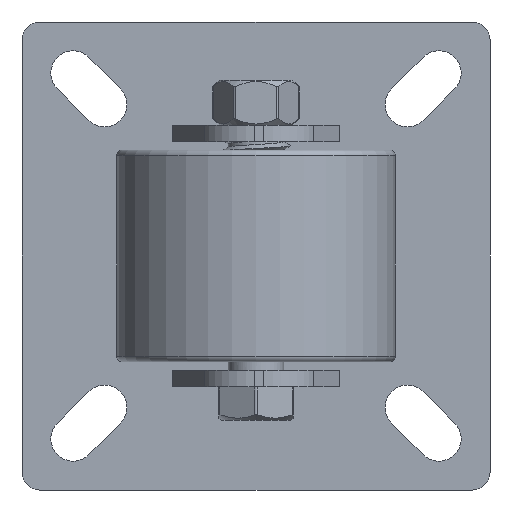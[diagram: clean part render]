
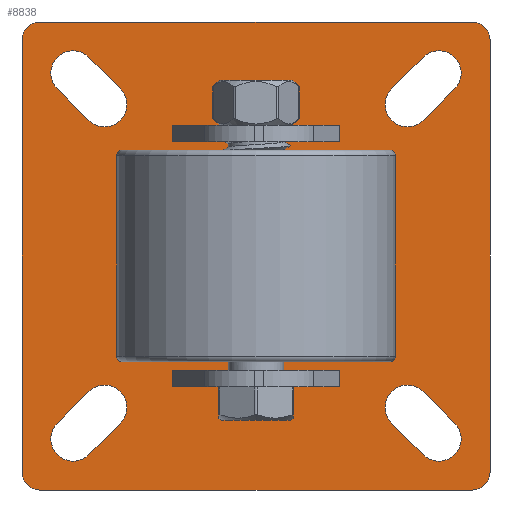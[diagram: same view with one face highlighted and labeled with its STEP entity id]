
A CAD part, front view. The second image highlights one B-rep face of the part: STEP entity #8838.
In plain terms, the highlighted planar face has unit normal (0, -1, 0).
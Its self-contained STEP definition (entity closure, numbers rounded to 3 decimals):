
#8367=CARTESIAN_POINT('',(-38.845,0.,-38.849));
#8368=DIRECTION('',(0.,1.,0.));
#8369=DIRECTION('',(0.,0.,-1.));
#8370=AXIS2_PLACEMENT_3D('',#8367,#8368,#8369);
#8372=DIRECTION('',(0.,0.,1.));
#8373=VECTOR('',#8372,77.689);
#8374=CARTESIAN_POINT('',(-42.,0.,-38.849));
#8375=LINE('',#8374,#8373);
#8376=CARTESIAN_POINT('',(-38.845,0.,38.84));
#8377=DIRECTION('',(0.,1.,0.));
#8378=DIRECTION('',(-1.,0.,0.));
#8379=AXIS2_PLACEMENT_3D('',#8376,#8377,#8378);
#8381=DIRECTION('',(1.,0.,0.));
#8382=VECTOR('',#8381,77.689);
#8383=CARTESIAN_POINT('',(-38.845,0.,41.996));
#8384=LINE('',#8383,#8382);
#8385=CARTESIAN_POINT('',(38.845,0.,38.84));
#8386=DIRECTION('',(0.,1.,0.));
#8387=DIRECTION('',(0.,0.,1.));
#8388=AXIS2_PLACEMENT_3D('',#8385,#8386,#8387);
#8390=DIRECTION('',(0.,0.,-1.));
#8391=VECTOR('',#8390,77.689);
#8392=CARTESIAN_POINT('',(42.,0.,38.84));
#8393=LINE('',#8392,#8391);
#8394=CARTESIAN_POINT('',(38.844,0.,-38.849));
#8395=DIRECTION('',(0.,1.,0.));
#8396=DIRECTION('',(1.,0.,0.));
#8397=AXIS2_PLACEMENT_3D('',#8394,#8395,#8396);
#8399=DIRECTION('',(-1.,0.,0.));
#8400=VECTOR('',#8399,77.689);
#8401=CARTESIAN_POINT('',(38.844,0.,-42.004));
#8402=LINE('',#8401,#8400);
#8403=CARTESIAN_POINT('',(32.824,0.,-32.828));
#8404=DIRECTION('',(0.,-1.,0.));
#8405=DIRECTION('',(-0.707,0.,-0.707));
#8406=AXIS2_PLACEMENT_3D('',#8403,#8404,#8405);
#8408=DIRECTION('',(-0.707,0.,0.707));
#8409=VECTOR('',#8408,7.999);
#8410=CARTESIAN_POINT('',(35.653,0.,-30.));
#8411=LINE('',#8410,#8409);
#8412=CARTESIAN_POINT('',(27.169,0.,-27.172));
#8413=DIRECTION('',(0.,-1.,0.));
#8414=DIRECTION('',(0.707,0.,0.707));
#8415=AXIS2_PLACEMENT_3D('',#8412,#8413,#8414);
#8417=DIRECTION('',(0.707,0.,-0.707));
#8418=VECTOR('',#8417,7.999);
#8419=CARTESIAN_POINT('',(24.34,0.,-30.));
#8420=LINE('',#8419,#8418);
#8421=DIRECTION('',(-0.707,0.,-0.707));
#8422=VECTOR('',#8421,7.999);
#8423=CARTESIAN_POINT('',(29.996,0.,35.657));
#8424=LINE('',#8423,#8422);
#8425=CARTESIAN_POINT('',(27.169,0.,27.172));
#8426=DIRECTION('',(0.,-1.,0.));
#8427=DIRECTION('',(-0.707,0.,0.707));
#8428=AXIS2_PLACEMENT_3D('',#8425,#8426,#8427);
#8430=DIRECTION('',(0.707,0.,0.707));
#8431=VECTOR('',#8430,7.999);
#8432=CARTESIAN_POINT('',(29.997,0.,24.343));
#8433=LINE('',#8432,#8431);
#8434=CARTESIAN_POINT('',(32.824,0.,32.828));
#8435=DIRECTION('',(0.,-1.,0.));
#8436=DIRECTION('',(0.707,0.,-0.707));
#8437=AXIS2_PLACEMENT_3D('',#8434,#8435,#8436);
#8439=DIRECTION('',(0.707,0.,0.707));
#8440=VECTOR('',#8439,7.999);
#8441=CARTESIAN_POINT('',(-29.996,0.,-35.657));
#8442=LINE('',#8441,#8440);
#8443=CARTESIAN_POINT('',(-27.169,0.,-27.172));
#8444=DIRECTION('',(0.,-1.,0.));
#8445=DIRECTION('',(0.707,0.,-0.707));
#8446=AXIS2_PLACEMENT_3D('',#8443,#8444,#8445);
#8448=DIRECTION('',(-0.707,0.,-0.707));
#8449=VECTOR('',#8448,7.999);
#8450=CARTESIAN_POINT('',(-29.997,0.,-24.343));
#8451=LINE('',#8450,#8449);
#8452=CARTESIAN_POINT('',(-32.824,0.,-32.828));
#8453=DIRECTION('',(0.,-1.,0.));
#8454=DIRECTION('',(-0.707,0.,0.707));
#8455=AXIS2_PLACEMENT_3D('',#8452,#8453,#8454);
#8457=CARTESIAN_POINT('',(-32.824,0.,32.828));
#8458=DIRECTION('',(0.,-1.,0.));
#8459=DIRECTION('',(0.707,0.,0.707));
#8460=AXIS2_PLACEMENT_3D('',#8457,#8458,#8459);
#8462=DIRECTION('',(0.707,0.,-0.707));
#8463=VECTOR('',#8462,7.999);
#8464=CARTESIAN_POINT('',(-35.653,0.,30.));
#8465=LINE('',#8464,#8463);
#8466=CARTESIAN_POINT('',(-27.169,0.,27.172));
#8467=DIRECTION('',(0.,-1.,0.));
#8468=DIRECTION('',(-0.707,0.,-0.707));
#8469=AXIS2_PLACEMENT_3D('',#8466,#8467,#8468);
#8471=DIRECTION('',(-0.707,0.,0.707));
#8472=VECTOR('',#8471,7.999);
#8473=CARTESIAN_POINT('',(-24.34,0.,30.));
#8474=LINE('',#8473,#8472);
#8679=CARTESIAN_POINT('',(-42.,0.,-38.849));
#8680=CARTESIAN_POINT('',(-42.,0.,38.84));
#8681=VERTEX_POINT('',#8679);
#8682=VERTEX_POINT('',#8680);
#8683=CARTESIAN_POINT('',(-38.845,0.,41.996));
#8684=CARTESIAN_POINT('',(38.845,0.,41.996));
#8685=VERTEX_POINT('',#8683);
#8686=VERTEX_POINT('',#8684);
#8687=CARTESIAN_POINT('',(42.,0.,38.84));
#8688=CARTESIAN_POINT('',(42.,0.,-38.849));
#8689=VERTEX_POINT('',#8687);
#8690=VERTEX_POINT('',#8688);
#8691=CARTESIAN_POINT('',(38.844,0.,-42.004));
#8692=CARTESIAN_POINT('',(-38.845,0.,-42.004));
#8693=VERTEX_POINT('',#8691);
#8694=VERTEX_POINT('',#8692);
#8711=CARTESIAN_POINT('',(29.996,0.,-35.657));
#8712=CARTESIAN_POINT('',(35.653,0.,-30.));
#8713=VERTEX_POINT('',#8711);
#8714=VERTEX_POINT('',#8712);
#8715=CARTESIAN_POINT('',(29.997,0.,-24.343));
#8716=VERTEX_POINT('',#8715);
#8717=CARTESIAN_POINT('',(24.34,0.,-30.));
#8718=VERTEX_POINT('',#8717);
#8719=CARTESIAN_POINT('',(29.996,0.,35.657));
#8720=CARTESIAN_POINT('',(24.34,0.,30.));
#8721=VERTEX_POINT('',#8719);
#8722=VERTEX_POINT('',#8720);
#8723=CARTESIAN_POINT('',(29.997,0.,24.343));
#8724=VERTEX_POINT('',#8723);
#8725=CARTESIAN_POINT('',(35.653,0.,30.));
#8726=VERTEX_POINT('',#8725);
#8727=CARTESIAN_POINT('',(-29.996,0.,-35.657));
#8728=CARTESIAN_POINT('',(-24.34,0.,-30.));
#8729=VERTEX_POINT('',#8727);
#8730=VERTEX_POINT('',#8728);
#8731=CARTESIAN_POINT('',(-29.997,0.,-24.343));
#8732=VERTEX_POINT('',#8731);
#8733=CARTESIAN_POINT('',(-35.653,0.,-30.));
#8734=VERTEX_POINT('',#8733);
#8735=CARTESIAN_POINT('',(-29.996,0.,35.657));
#8736=CARTESIAN_POINT('',(-35.653,0.,30.));
#8737=VERTEX_POINT('',#8735);
#8738=VERTEX_POINT('',#8736);
#8739=CARTESIAN_POINT('',(-29.997,0.,24.343));
#8740=VERTEX_POINT('',#8739);
#8741=CARTESIAN_POINT('',(-24.34,0.,30.));
#8742=VERTEX_POINT('',#8741);
#8775=CARTESIAN_POINT('',(0.,0.,0.));
#8776=DIRECTION('',(0.,1.,0.));
#8777=DIRECTION('',(1.,0.,0.));
#8778=AXIS2_PLACEMENT_3D('',#8775,#8776,#8777);
#8779=PLANE('',#8778);
#8781=ORIENTED_EDGE('',*,*,#8780,.T.);
#8783=ORIENTED_EDGE('',*,*,#8782,.T.);
#8785=ORIENTED_EDGE('',*,*,#8784,.T.);
#8787=ORIENTED_EDGE('',*,*,#8786,.T.);
#8789=ORIENTED_EDGE('',*,*,#8788,.T.);
#8791=ORIENTED_EDGE('',*,*,#8790,.T.);
#8793=ORIENTED_EDGE('',*,*,#8792,.T.);
#8795=ORIENTED_EDGE('',*,*,#8794,.T.);
#8796=EDGE_LOOP('',(#8781,#8783,#8785,#8787,#8789,#8791,#8793,#8795));
#8797=FACE_OUTER_BOUND('',#8796,.F.);
#8799=ORIENTED_EDGE('',*,*,#8798,.T.);
#8801=ORIENTED_EDGE('',*,*,#8800,.T.);
#8803=ORIENTED_EDGE('',*,*,#8802,.T.);
#8805=ORIENTED_EDGE('',*,*,#8804,.T.);
#8806=EDGE_LOOP('',(#8799,#8801,#8803,#8805));
#8807=FACE_BOUND('',#8806,.F.);
#8809=ORIENTED_EDGE('',*,*,#8808,.T.);
#8811=ORIENTED_EDGE('',*,*,#8810,.T.);
#8813=ORIENTED_EDGE('',*,*,#8812,.T.);
#8815=ORIENTED_EDGE('',*,*,#8814,.T.);
#8816=EDGE_LOOP('',(#8809,#8811,#8813,#8815));
#8817=FACE_BOUND('',#8816,.F.);
#8819=ORIENTED_EDGE('',*,*,#8818,.T.);
#8821=ORIENTED_EDGE('',*,*,#8820,.T.);
#8823=ORIENTED_EDGE('',*,*,#8822,.T.);
#8825=ORIENTED_EDGE('',*,*,#8824,.T.);
#8826=EDGE_LOOP('',(#8819,#8821,#8823,#8825));
#8827=FACE_BOUND('',#8826,.F.);
#8829=ORIENTED_EDGE('',*,*,#8828,.T.);
#8831=ORIENTED_EDGE('',*,*,#8830,.T.);
#8833=ORIENTED_EDGE('',*,*,#8832,.T.);
#8835=ORIENTED_EDGE('',*,*,#8834,.T.);
#8836=EDGE_LOOP('',(#8829,#8831,#8833,#8835));
#8837=FACE_BOUND('',#8836,.F.);
#8371=CIRCLE('',#8370,3.155);
#8380=CIRCLE('',#8379,3.155);
#8389=CIRCLE('',#8388,3.155);
#8398=CIRCLE('',#8397,3.156);
#8407=CIRCLE('',#8406,4.);
#8416=CIRCLE('',#8415,4.);
#8429=CIRCLE('',#8428,4.);
#8438=CIRCLE('',#8437,4.);
#8447=CIRCLE('',#8446,4.);
#8456=CIRCLE('',#8455,4.);
#8461=CIRCLE('',#8460,4.);
#8470=CIRCLE('',#8469,4.);
#8780=EDGE_CURVE('',#8694,#8681,#8371,.T.);
#8782=EDGE_CURVE('',#8681,#8682,#8375,.T.);
#8784=EDGE_CURVE('',#8682,#8685,#8380,.T.);
#8786=EDGE_CURVE('',#8685,#8686,#8384,.T.);
#8788=EDGE_CURVE('',#8686,#8689,#8389,.T.);
#8790=EDGE_CURVE('',#8689,#8690,#8393,.T.);
#8792=EDGE_CURVE('',#8690,#8693,#8398,.T.);
#8794=EDGE_CURVE('',#8693,#8694,#8402,.T.);
#8798=EDGE_CURVE('',#8713,#8714,#8407,.T.);
#8800=EDGE_CURVE('',#8714,#8716,#8411,.T.);
#8802=EDGE_CURVE('',#8716,#8718,#8416,.T.);
#8804=EDGE_CURVE('',#8718,#8713,#8420,.T.);
#8808=EDGE_CURVE('',#8721,#8722,#8424,.T.);
#8810=EDGE_CURVE('',#8722,#8724,#8429,.T.);
#8812=EDGE_CURVE('',#8724,#8726,#8433,.T.);
#8814=EDGE_CURVE('',#8726,#8721,#8438,.T.);
#8818=EDGE_CURVE('',#8729,#8730,#8442,.T.);
#8820=EDGE_CURVE('',#8730,#8732,#8447,.T.);
#8822=EDGE_CURVE('',#8732,#8734,#8451,.T.);
#8824=EDGE_CURVE('',#8734,#8729,#8456,.T.);
#8828=EDGE_CURVE('',#8737,#8738,#8461,.T.);
#8830=EDGE_CURVE('',#8738,#8740,#8465,.T.);
#8832=EDGE_CURVE('',#8740,#8742,#8470,.T.);
#8834=EDGE_CURVE('',#8742,#8737,#8474,.T.);
#8838=ADVANCED_FACE('',(#8797,#8807,#8817,#8827,#8837),#8779,.F.);
